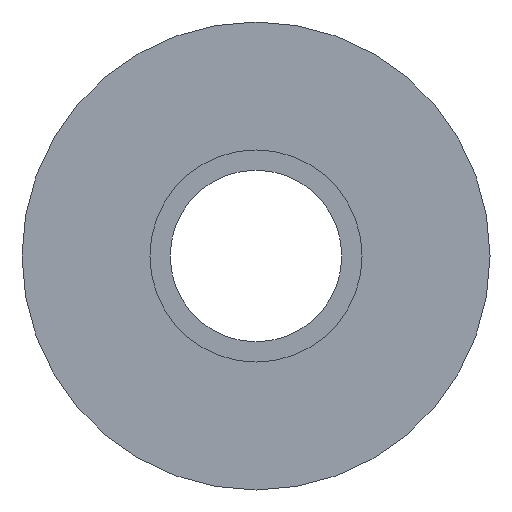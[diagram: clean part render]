
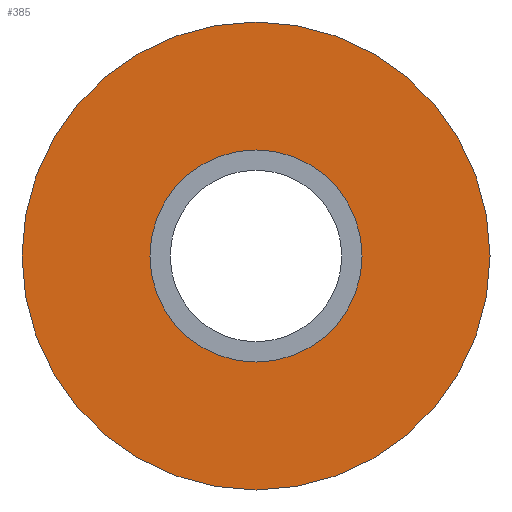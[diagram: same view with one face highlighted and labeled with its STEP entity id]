
A CAD part, front view. The second image highlights one B-rep face of the part: STEP entity #385.
In plain terms, the highlighted planar face has unit normal (0, -1, 0).
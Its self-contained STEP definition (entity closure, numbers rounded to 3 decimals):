
#15 = CARTESIAN_POINT ( 'NONE',  ( 0., 0., 15. ) ) ;
#19 = DIRECTION ( 'NONE',  ( 0., 0., 1. ) ) ;
#36 = CIRCLE ( 'NONE', #72, 15. ) ;
#45 = CARTESIAN_POINT ( 'NONE',  ( 0., 0., 6.8 ) ) ;
#56 = CARTESIAN_POINT ( 'NONE',  ( 0., 0., 0. ) ) ;
#62 = CARTESIAN_POINT ( 'NONE',  ( -6.8, 0., 0. ) ) ;
#72 = AXIS2_PLACEMENT_3D ( 'NONE', #350, #348, #346 ) ;
#78 = AXIS2_PLACEMENT_3D ( 'NONE', #269, #264, #249 ) ;
#99 = ORIENTED_EDGE ( 'NONE', *, *, #252, .F. ) ;
#186 = VERTEX_POINT ( 'NONE', #45 ) ;
#187 = AXIS2_PLACEMENT_3D ( 'NONE', #428, #392, #423 ) ;
#200 = EDGE_CURVE ( 'NONE', #368, #186, #231, .T. ) ;
#207 = ORIENTED_EDGE ( 'NONE', *, *, #200, .T. ) ;
#209 = CIRCLE ( 'NONE', #78, 6.8 ) ;
#226 = CIRCLE ( 'NONE', #407, 15. ) ;
#231 = CIRCLE ( 'NONE', #187, 6.8 ) ;
#232 = EDGE_LOOP ( 'NONE', ( #99, #344 ) ) ;
#243 = DIRECTION ( 'NONE',  ( 0., 1., 0. ) ) ;
#249 = DIRECTION ( 'NONE',  ( 0., 0., 1. ) ) ;
#252 = EDGE_CURVE ( 'NONE', #300, #435, #226, .T. ) ;
#263 = FACE_OUTER_BOUND ( 'NONE', #232, .T. ) ;
#264 = DIRECTION ( 'NONE',  ( 0., 1., 0. ) ) ;
#269 = CARTESIAN_POINT ( 'NONE',  ( 0., 0., 0. ) ) ;
#278 = DIRECTION ( 'NONE',  ( 0., 0., -1. ) ) ;
#300 = VERTEX_POINT ( 'NONE', #15 ) ;
#301 = FACE_BOUND ( 'NONE', #374, .T. ) ;
#316 = CARTESIAN_POINT ( 'NONE',  ( 0., 0., -15. ) ) ;
#321 = EDGE_CURVE ( 'NONE', #435, #300, #36, .T. ) ;
#327 = CARTESIAN_POINT ( 'NONE',  ( 0., 0., -6.8 ) ) ;
#329 = AXIS2_PLACEMENT_3D ( 'NONE', #62, #394, #278 ) ;
#331 = EDGE_CURVE ( 'NONE', #186, #368, #209, .T. ) ;
#343 = PLANE ( 'NONE',  #329 ) ;
#344 = ORIENTED_EDGE ( 'NONE', *, *, #321, .F. ) ;
#346 = DIRECTION ( 'NONE',  ( 0., 0., 1. ) ) ;
#347 = ORIENTED_EDGE ( 'NONE', *, *, #331, .T. ) ;
#348 = DIRECTION ( 'NONE',  ( 0., 1., 0. ) ) ;
#350 = CARTESIAN_POINT ( 'NONE',  ( 0., 0., 0. ) ) ;
#368 = VERTEX_POINT ( 'NONE', #327 ) ;
#374 = EDGE_LOOP ( 'NONE', ( #347, #207 ) ) ;
#385 = ADVANCED_FACE ( 'NONE', ( #301, #263 ), #343, .T. ) ;
#392 = DIRECTION ( 'NONE',  ( 0., 1., 0. ) ) ;
#394 = DIRECTION ( 'NONE',  ( 0., -1., 0. ) ) ;
#407 = AXIS2_PLACEMENT_3D ( 'NONE', #56, #243, #19 ) ;
#423 = DIRECTION ( 'NONE',  ( 0., 0., 1. ) ) ;
#428 = CARTESIAN_POINT ( 'NONE',  ( 0., 0., 0. ) ) ;
#435 = VERTEX_POINT ( 'NONE', #316 ) ;
